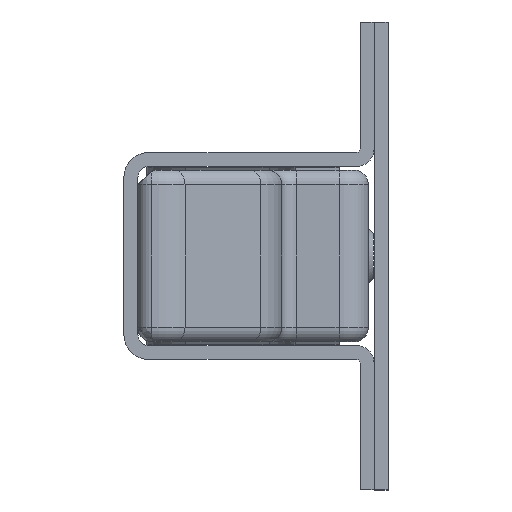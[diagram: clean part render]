
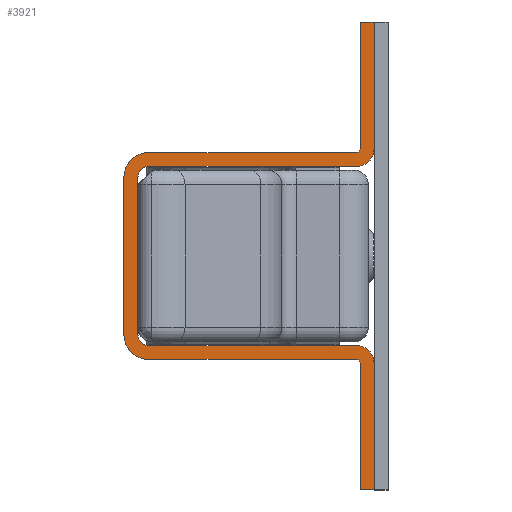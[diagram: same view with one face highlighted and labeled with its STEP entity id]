
A CAD part, left-side view. The second image highlights one B-rep face of the part: STEP entity #3921.
In plain terms, the highlighted face is planar.
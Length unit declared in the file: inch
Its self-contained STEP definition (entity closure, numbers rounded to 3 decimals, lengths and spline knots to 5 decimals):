
#379=CIRCLE('',#4414,0.0758);
#388=CIRCLE('',#4426,0.0758);
#389=CIRCLE('',#4429,0.016);
#390=CIRCLE('',#4432,0.016);
#391=CIRCLE('',#4435,0.1068);
#392=CIRCLE('',#4438,0.1068);
#393=CIRCLE('',#4440,0.047);
#394=CIRCLE('',#4443,0.047);
#648=FACE_OUTER_BOUND('',#901,.T.);
#901=EDGE_LOOP('',(#3265,#3266,#3267,#3268,#3269,#3270,#3271,#3272,#3273,
#3274,#3275,#3276,#3277,#3278,#3279,#3280,#3281,#3282,#3283,#3284));
#1124=LINE('',#7194,#1418);
#1139=LINE('',#7240,#1433);
#1143=LINE('',#7250,#1437);
#1147=LINE('',#7260,#1441);
#1150=LINE('',#7268,#1444);
#1154=LINE('',#7280,#1448);
#1156=LINE('',#7286,#1450);
#1157=LINE('',#7288,#1451);
#1158=LINE('',#7291,#1452);
#1160=LINE('',#7294,#1454);
#1161=LINE('',#7297,#1455);
#1163=LINE('',#7300,#1457);
#1418=VECTOR('',#5314,0.3937);
#1433=VECTOR('',#5351,0.3937);
#1437=VECTOR('',#5361,0.3937);
#1441=VECTOR('',#5371,0.3937);
#1444=VECTOR('',#5380,0.3937);
#1448=VECTOR('',#5394,0.3937);
#1450=VECTOR('',#5402,0.3937);
#1451=VECTOR('',#5405,0.3937);
#1452=VECTOR('',#5408,0.3937);
#1454=VECTOR('',#5412,0.3937);
#1455=VECTOR('',#5415,0.3937);
#1457=VECTOR('',#5419,0.3937);
#1788=VERTEX_POINT('',#7181);
#1789=VERTEX_POINT('',#7182);
#1793=VERTEX_POINT('',#7192);
#1811=VERTEX_POINT('',#7232);
#1812=VERTEX_POINT('',#7233);
#1813=VERTEX_POINT('',#7238);
#1814=VERTEX_POINT('',#7242);
#1815=VERTEX_POINT('',#7244);
#1816=VERTEX_POINT('',#7248);
#1817=VERTEX_POINT('',#7252);
#1818=VERTEX_POINT('',#7254);
#1819=VERTEX_POINT('',#7258);
#1820=VERTEX_POINT('',#7262);
#1821=VERTEX_POINT('',#7266);
#1822=VERTEX_POINT('',#7270);
#1823=VERTEX_POINT('',#7274);
#1824=VERTEX_POINT('',#7276);
#1825=VERTEX_POINT('',#7282);
#1826=VERTEX_POINT('',#7290);
#1827=VERTEX_POINT('',#7296);
#2276=EDGE_CURVE('',#1788,#1789,#379,.T.);
#2282=EDGE_CURVE('',#1793,#1788,#1124,.T.);
#2301=EDGE_CURVE('',#1811,#1812,#388,.T.);
#2305=EDGE_CURVE('',#1813,#1811,#1139,.T.);
#2307=EDGE_CURVE('',#1814,#1815,#389,.T.);
#2310=EDGE_CURVE('',#1816,#1814,#1143,.T.);
#2312=EDGE_CURVE('',#1817,#1818,#390,.T.);
#2315=EDGE_CURVE('',#1819,#1817,#1147,.T.);
#2316=EDGE_CURVE('',#1820,#1816,#391,.T.);
#2319=EDGE_CURVE('',#1821,#1820,#1150,.T.);
#2320=EDGE_CURVE('',#1822,#1821,#392,.T.);
#2323=EDGE_CURVE('',#1823,#1824,#393,.T.);
#2325=EDGE_CURVE('',#1789,#1823,#1154,.T.);
#2327=EDGE_CURVE('',#1825,#1813,#394,.T.);
#2328=EDGE_CURVE('',#1824,#1825,#1156,.T.);
#2329=EDGE_CURVE('',#1818,#1822,#1157,.T.);
#2330=EDGE_CURVE('',#1815,#1826,#1158,.T.);
#2332=EDGE_CURVE('',#1826,#1793,#1160,.T.);
#2333=EDGE_CURVE('',#1812,#1827,#1161,.T.);
#2335=EDGE_CURVE('',#1827,#1819,#1163,.T.);
#3265=ORIENTED_EDGE('',*,*,#2276,.F.);
#3266=ORIENTED_EDGE('',*,*,#2282,.F.);
#3267=ORIENTED_EDGE('',*,*,#2332,.F.);
#3268=ORIENTED_EDGE('',*,*,#2330,.F.);
#3269=ORIENTED_EDGE('',*,*,#2307,.F.);
#3270=ORIENTED_EDGE('',*,*,#2310,.F.);
#3271=ORIENTED_EDGE('',*,*,#2316,.F.);
#3272=ORIENTED_EDGE('',*,*,#2319,.F.);
#3273=ORIENTED_EDGE('',*,*,#2320,.F.);
#3274=ORIENTED_EDGE('',*,*,#2329,.F.);
#3275=ORIENTED_EDGE('',*,*,#2312,.F.);
#3276=ORIENTED_EDGE('',*,*,#2315,.F.);
#3277=ORIENTED_EDGE('',*,*,#2335,.F.);
#3278=ORIENTED_EDGE('',*,*,#2333,.F.);
#3279=ORIENTED_EDGE('',*,*,#2301,.F.);
#3280=ORIENTED_EDGE('',*,*,#2305,.F.);
#3281=ORIENTED_EDGE('',*,*,#2327,.F.);
#3282=ORIENTED_EDGE('',*,*,#2328,.F.);
#3283=ORIENTED_EDGE('',*,*,#2323,.F.);
#3284=ORIENTED_EDGE('',*,*,#2325,.F.);
#3736=PLANE('',#4450);
#3921=ADVANCED_FACE('',(#648),#3736,.T.);
#4414=AXIS2_PLACEMENT_3D('',#7183,#5304,#5305);
#4426=AXIS2_PLACEMENT_3D('',#7234,#5344,#5345);
#4429=AXIS2_PLACEMENT_3D('',#7245,#5355,#5356);
#4432=AXIS2_PLACEMENT_3D('',#7255,#5365,#5366);
#4435=AXIS2_PLACEMENT_3D('',#7263,#5374,#5375);
#4438=AXIS2_PLACEMENT_3D('',#7271,#5383,#5384);
#4440=AXIS2_PLACEMENT_3D('',#7277,#5389,#5390);
#4443=AXIS2_PLACEMENT_3D('',#7284,#5398,#5399);
#4450=AXIS2_PLACEMENT_3D('',#7301,#5420,#5421);
#5304=DIRECTION('center_axis',(0.,0.,-1.));
#5305=DIRECTION('ref_axis',(-0.707,-0.707,0.));
#5314=DIRECTION('',(-1.,0.,0.));
#5344=DIRECTION('center_axis',(0.,0.,-1.));
#5345=DIRECTION('ref_axis',(0.707,-0.707,0.));
#5351=DIRECTION('',(0.,-1.,0.));
#5355=DIRECTION('center_axis',(0.,0.,1.));
#5356=DIRECTION('ref_axis',(-0.707,-0.707,0.));
#5361=DIRECTION('',(0.,-1.,0.));
#5365=DIRECTION('center_axis',(0.,0.,1.));
#5366=DIRECTION('ref_axis',(0.707,-0.707,0.));
#5371=DIRECTION('',(1.,0.,0.));
#5374=DIRECTION('center_axis',(0.,0.,-1.));
#5375=DIRECTION('ref_axis',(0.707,0.707,0.));
#5380=DIRECTION('',(1.,0.,0.));
#5383=DIRECTION('center_axis',(0.,0.,-1.));
#5384=DIRECTION('ref_axis',(-0.707,0.707,0.));
#5389=DIRECTION('center_axis',(0.,0.,1.));
#5390=DIRECTION('ref_axis',(0.707,0.707,0.));
#5394=DIRECTION('',(0.,1.,0.));
#5398=DIRECTION('center_axis',(0.,0.,1.));
#5399=DIRECTION('ref_axis',(-0.707,0.707,0.));
#5402=DIRECTION('',(-1.,0.,0.));
#5405=DIRECTION('',(0.,1.,0.));
#5408=DIRECTION('',(1.,0.,0.));
#5412=DIRECTION('',(0.,-1.,0.));
#5415=DIRECTION('',(-1.,0.,0.));
#5419=DIRECTION('',(0.,1.,0.));
#5420=DIRECTION('center_axis',(0.,0.,1.));
#5421=DIRECTION('ref_axis',(1.,0.,0.));
#7181=CARTESIAN_POINT('',(0.4583,0.,2.62));
#7182=CARTESIAN_POINT('',(0.3825,0.0758,2.62));
#7183=CARTESIAN_POINT('Origin',(0.4583,0.0758,2.62));
#7192=CARTESIAN_POINT('',(1.,0.,2.62));
#7194=CARTESIAN_POINT('',(1.,0.,2.62));
#7232=CARTESIAN_POINT('',(-0.3825,0.0758,2.62));
#7233=CARTESIAN_POINT('',(-0.4583,0.,2.62));
#7234=CARTESIAN_POINT('Origin',(-0.4583,0.0758,2.62));
#7238=CARTESIAN_POINT('',(-0.3825,0.963,2.62));
#7240=CARTESIAN_POINT('',(-0.3825,1.01,2.62));
#7242=CARTESIAN_POINT('',(0.4423,0.0758,2.62));
#7244=CARTESIAN_POINT('',(0.4583,0.0598,2.62));
#7245=CARTESIAN_POINT('Origin',(0.4583,0.0758,2.62));
#7248=CARTESIAN_POINT('',(0.4423,0.963,2.62));
#7250=CARTESIAN_POINT('',(0.4423,1.0698,2.62));
#7252=CARTESIAN_POINT('',(-0.4583,0.0598,2.62));
#7254=CARTESIAN_POINT('',(-0.4423,0.0758,2.62));
#7255=CARTESIAN_POINT('Origin',(-0.4583,0.0758,2.62));
#7258=CARTESIAN_POINT('',(-1.,0.0598,2.62));
#7260=CARTESIAN_POINT('',(-1.,0.0598,2.62));
#7262=CARTESIAN_POINT('',(0.3355,1.0698,2.62));
#7263=CARTESIAN_POINT('Origin',(0.3355,0.963,2.62));
#7266=CARTESIAN_POINT('',(-0.3355,1.0698,2.62));
#7268=CARTESIAN_POINT('',(-0.4423,1.0698,2.62));
#7270=CARTESIAN_POINT('',(-0.4423,0.963,2.62));
#7271=CARTESIAN_POINT('Origin',(-0.3355,0.963,2.62));
#7274=CARTESIAN_POINT('',(0.3825,0.963,2.62));
#7276=CARTESIAN_POINT('',(0.3355,1.01,2.62));
#7277=CARTESIAN_POINT('Origin',(0.3355,0.963,2.62));
#7280=CARTESIAN_POINT('',(0.3825,0.,2.62));
#7282=CARTESIAN_POINT('',(-0.3355,1.01,2.62));
#7284=CARTESIAN_POINT('Origin',(-0.3355,0.963,2.62));
#7286=CARTESIAN_POINT('',(0.3825,1.01,2.62));
#7288=CARTESIAN_POINT('',(-0.4423,0.0598,2.62));
#7290=CARTESIAN_POINT('',(1.,0.0598,2.62));
#7291=CARTESIAN_POINT('',(0.4423,0.0598,2.62));
#7294=CARTESIAN_POINT('',(1.,0.0598,2.62));
#7296=CARTESIAN_POINT('',(-1.,0.,2.62));
#7297=CARTESIAN_POINT('',(-0.3825,0.,2.62));
#7300=CARTESIAN_POINT('',(-1.,0.,2.62));
#7301=CARTESIAN_POINT('Origin',(0.,0.48413,
2.62));
